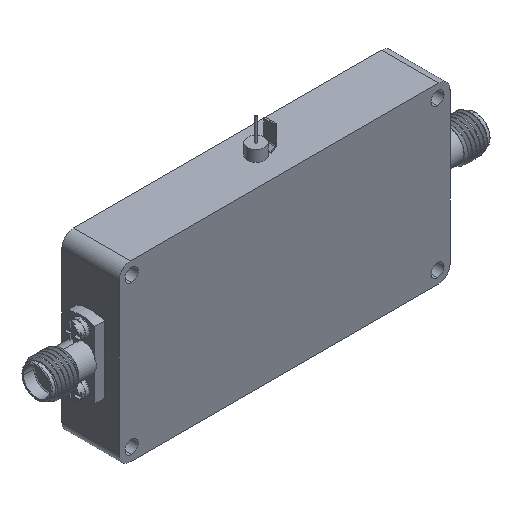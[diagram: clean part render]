
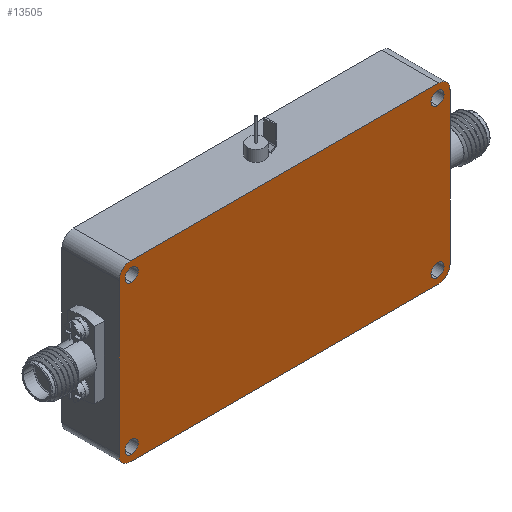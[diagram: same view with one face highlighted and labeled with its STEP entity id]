
A CAD part, isometric view. The second image highlights one B-rep face of the part: STEP entity #13505.
In plain terms, the highlighted planar face has unit normal (0, -1, 0).
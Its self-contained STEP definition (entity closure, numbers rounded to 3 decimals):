
#172 = DIRECTION ( 'NONE',  ( 0., 0., 1. ) ) ;
#397 = AXIS2_PLACEMENT_3D ( 'NONE', #5460, #12649, #14471 ) ;
#516 = DIRECTION ( 'NONE',  ( 0., 0., 1. ) ) ;
#579 = AXIS2_PLACEMENT_3D ( 'NONE', #15687, #13997, #2541 ) ;
#600 = DIRECTION ( 'NONE',  ( 0., 1., 0. ) ) ;
#657 = AXIS2_PLACEMENT_3D ( 'NONE', #22608, #18835, #7639 ) ;
#664 = FACE_BOUND ( 'NONE', #2534, .T. ) ;
#669 = EDGE_CURVE ( 'NONE', #6812, #11448, #21894, .T. ) ;
#1086 = LINE ( 'NONE', #16204, #12450 ) ;
#1132 = EDGE_CURVE ( 'NONE', #19882, #16768, #15672, .T. ) ;
#1156 = ORIENTED_EDGE ( 'NONE', *, *, #1132, .T. ) ;
#1449 = ORIENTED_EDGE ( 'NONE', *, *, #3093, .T. ) ;
#1760 = DIRECTION ( 'NONE',  ( 0., 1., 0. ) ) ;
#1825 = CIRCLE ( 'NONE', #21272, 1.15 ) ;
#2266 = FACE_BOUND ( 'NONE', #14768, .T. ) ;
#2277 = CARTESIAN_POINT ( 'NONE',  ( -29., 0., 15.25 ) ) ;
#2523 = LINE ( 'NONE', #2277, #4210 ) ;
#2534 = EDGE_LOOP ( 'NONE', ( #8599, #7924 ) ) ;
#2541 = DIRECTION ( 'NONE',  ( 0., 0., 1. ) ) ;
#2570 = CARTESIAN_POINT ( 'NONE',  ( -26.8, 0., 13.05 ) ) ;
#3093 = EDGE_CURVE ( 'NONE', #3987, #16937, #1086, .T. ) ;
#3293 = ORIENTED_EDGE ( 'NONE', *, *, #24048, .T. ) ;
#3318 = DIRECTION ( 'NONE',  ( 0., 0., 1. ) ) ;
#3502 = EDGE_CURVE ( 'NONE', #15239, #3987, #7434, .T. ) ;
#3672 = CARTESIAN_POINT ( 'NONE',  ( -29., 0., -15.25 ) ) ;
#3765 = ORIENTED_EDGE ( 'NONE', *, *, #14570, .F. ) ;
#3836 = CARTESIAN_POINT ( 'NONE',  ( -26.8, 0., 13.05 ) ) ;
#3987 = VERTEX_POINT ( 'NONE', #11951 ) ;
#4092 = VERTEX_POINT ( 'NONE', #14147 ) ;
#4210 = VECTOR ( 'NONE', #9489, 1000. ) ;
#4418 = DIRECTION ( 'NONE',  ( 0., 0., 1. ) ) ;
#4972 = CIRCLE ( 'NONE', #13463, 2. ) ;
#5128 = DIRECTION ( 'NONE',  ( 0., 0., -1. ) ) ;
#5216 = ORIENTED_EDGE ( 'NONE', *, *, #3502, .T. ) ;
#5322 = CARTESIAN_POINT ( 'NONE',  ( -26.8, 0., -14.2 ) ) ;
#5456 = EDGE_CURVE ( 'NONE', #11448, #6812, #23558, .T. ) ;
#5460 = CARTESIAN_POINT ( 'NONE',  ( 27., 0., -13.25 ) ) ;
#5486 = DIRECTION ( 'NONE',  ( 0., -1., 0. ) ) ;
#5575 = DIRECTION ( 'NONE',  ( 0., 0., 1. ) ) ;
#5745 = CARTESIAN_POINT ( 'NONE',  ( 27., 0., 13.25 ) ) ;
#6044 = EDGE_LOOP ( 'NONE', ( #16150, #7656, #15652, #5216, #1449, #11196, #3765, #13444 ) ) ;
#6184 = AXIS2_PLACEMENT_3D ( 'NONE', #15250, #22678, #4418 ) ;
#6260 = CARTESIAN_POINT ( 'NONE',  ( -29., 0., -15.25 ) ) ;
#6468 = AXIS2_PLACEMENT_3D ( 'NONE', #3836, #11273, #172 ) ;
#6812 = VERTEX_POINT ( 'NONE', #5322 ) ;
#6924 = CIRCLE ( 'NONE', #6468, 1.15 ) ;
#6934 = CARTESIAN_POINT ( 'NONE',  ( -29., 0., -13.25 ) ) ;
#7080 = VERTEX_POINT ( 'NONE', #15269 ) ;
#7203 = CIRCLE ( 'NONE', #22732, 2. ) ;
#7434 = CIRCLE ( 'NONE', #397, 2. ) ;
#7639 = DIRECTION ( 'NONE',  ( 0., 0., -1. ) ) ;
#7656 = ORIENTED_EDGE ( 'NONE', *, *, #11260, .T. ) ;
#7824 = CARTESIAN_POINT ( 'NONE',  ( 27., 0., 15.25 ) ) ;
#7831 = AXIS2_PLACEMENT_3D ( 'NONE', #12434, #5486, #5128 ) ;
#7924 = ORIENTED_EDGE ( 'NONE', *, *, #23988, .T. ) ;
#8052 = DIRECTION ( 'NONE',  ( 0., 0., 1. ) ) ;
#8539 = EDGE_CURVE ( 'NONE', #4092, #7080, #17153, .T. ) ;
#8599 = ORIENTED_EDGE ( 'NONE', *, *, #12414, .T. ) ;
#8643 = VERTEX_POINT ( 'NONE', #22279 ) ;
#8800 = VERTEX_POINT ( 'NONE', #12162 ) ;
#8823 = AXIS2_PLACEMENT_3D ( 'NONE', #20629, #1760, #16625 ) ;
#9301 = EDGE_LOOP ( 'NONE', ( #18284, #10237 ) ) ;
#9489 = DIRECTION ( 'NONE',  ( 1., 0., 0. ) ) ;
#10237 = ORIENTED_EDGE ( 'NONE', *, *, #669, .T. ) ;
#10367 = CARTESIAN_POINT ( 'NONE',  ( 26.8, 0., -11.9 ) ) ;
#10631 = EDGE_CURVE ( 'NONE', #13242, #7080, #11743, .T. ) ;
#10918 = CARTESIAN_POINT ( 'NONE',  ( -27., 0., -13.25 ) ) ;
#11082 = DIRECTION ( 'NONE',  ( 0., 0., 1. ) ) ;
#11196 = ORIENTED_EDGE ( 'NONE', *, *, #20451, .T. ) ;
#11260 = EDGE_CURVE ( 'NONE', #13242, #11699, #4972, .T. ) ;
#11273 = DIRECTION ( 'NONE',  ( 0., 1., 0. ) ) ;
#11296 = EDGE_CURVE ( 'NONE', #16768, #19882, #6924, .T. ) ;
#11354 = CARTESIAN_POINT ( 'NONE',  ( -27., 0., -15.25 ) ) ;
#11448 = VERTEX_POINT ( 'NONE', #13564 ) ;
#11699 = VERTEX_POINT ( 'NONE', #11354 ) ;
#11743 = LINE ( 'NONE', #6260, #20363 ) ;
#11768 = FACE_BOUND ( 'NONE', #14668, .T. ) ;
#11909 = CARTESIAN_POINT ( 'NONE',  ( 27., 0., -15.25 ) ) ;
#11915 = VERTEX_POINT ( 'NONE', #10367 ) ;
#11951 = CARTESIAN_POINT ( 'NONE',  ( 29., 0., -13.25 ) ) ;
#12162 = CARTESIAN_POINT ( 'NONE',  ( 26.8, 0., -14.2 ) ) ;
#12214 = DIRECTION ( 'NONE',  ( 0., 1., 0. ) ) ;
#12337 = CARTESIAN_POINT ( 'NONE',  ( 26.8, 0., -13.05 ) ) ;
#12414 = EDGE_CURVE ( 'NONE', #22919, #8643, #14276, .T. ) ;
#12434 = CARTESIAN_POINT ( 'NONE',  ( -27., 0., 13.25 ) ) ;
#12450 = VECTOR ( 'NONE', #21556, 1000. ) ;
#12649 = DIRECTION ( 'NONE',  ( 0., -1., 0. ) ) ;
#12721 = CARTESIAN_POINT ( 'NONE',  ( -26.8, 0., 11.9 ) ) ;
#12952 = AXIS2_PLACEMENT_3D ( 'NONE', #20771, #14833, #5575 ) ;
#13039 = VECTOR ( 'NONE', #18154, 1000. ) ;
#13187 = CIRCLE ( 'NONE', #6184, 1.15 ) ;
#13242 = VERTEX_POINT ( 'NONE', #6934 ) ;
#13444 = ORIENTED_EDGE ( 'NONE', *, *, #8539, .T. ) ;
#13463 = AXIS2_PLACEMENT_3D ( 'NONE', #10918, #16503, #20502 ) ;
#13505 = ADVANCED_FACE ( 'NONE', ( #2266, #15414, #11768, #664, #16888 ), #22723, .T. ) ;
#13564 = CARTESIAN_POINT ( 'NONE',  ( -26.8, 0., -11.9 ) ) ;
#13997 = DIRECTION ( 'NONE',  ( 0., 1., 0. ) ) ;
#14147 = CARTESIAN_POINT ( 'NONE',  ( -27., 0., 15.25 ) ) ;
#14276 = CIRCLE ( 'NONE', #8823, 1.15 ) ;
#14471 = DIRECTION ( 'NONE',  ( 0., 0., -1. ) ) ;
#14570 = EDGE_CURVE ( 'NONE', #4092, #21373, #2523, .T. ) ;
#14668 = EDGE_LOOP ( 'NONE', ( #3293, #19268 ) ) ;
#14768 = EDGE_LOOP ( 'NONE', ( #23677, #1156 ) ) ;
#14833 = DIRECTION ( 'NONE',  ( 0., 1., 0. ) ) ;
#14846 = CARTESIAN_POINT ( 'NONE',  ( 26.8, 0., -13.05 ) ) ;
#15155 = EDGE_CURVE ( 'NONE', #8800, #11915, #1825, .T. ) ;
#15239 = VERTEX_POINT ( 'NONE', #11909 ) ;
#15250 = CARTESIAN_POINT ( 'NONE',  ( 26.8, 0., 13.05 ) ) ;
#15269 = CARTESIAN_POINT ( 'NONE',  ( -29., 0., 13.25 ) ) ;
#15414 = FACE_BOUND ( 'NONE', #9301, .T. ) ;
#15652 = ORIENTED_EDGE ( 'NONE', *, *, #20341, .T. ) ;
#15672 = CIRCLE ( 'NONE', #16065, 1.15 ) ;
#15687 = CARTESIAN_POINT ( 'NONE',  ( -26.8, 0., -13.05 ) ) ;
#16065 = AXIS2_PLACEMENT_3D ( 'NONE', #2570, #600, #8052 ) ;
#16067 = CARTESIAN_POINT ( 'NONE',  ( 26.8, 0., 14.2 ) ) ;
#16150 = ORIENTED_EDGE ( 'NONE', *, *, #10631, .F. ) ;
#16204 = CARTESIAN_POINT ( 'NONE',  ( 29., 0., -15.25 ) ) ;
#16503 = DIRECTION ( 'NONE',  ( 0., -1., 0. ) ) ;
#16625 = DIRECTION ( 'NONE',  ( 0., 0., 1. ) ) ;
#16694 = AXIS2_PLACEMENT_3D ( 'NONE', #12337, #12214, #3318 ) ;
#16768 = VERTEX_POINT ( 'NONE', #19265 ) ;
#16888 = FACE_OUTER_BOUND ( 'NONE', #6044, .T. ) ;
#16937 = VERTEX_POINT ( 'NONE', #21713 ) ;
#17153 = CIRCLE ( 'NONE', #7831, 2. ) ;
#17448 = CIRCLE ( 'NONE', #16694, 1.15 ) ;
#18154 = DIRECTION ( 'NONE',  ( 1., 0., 0. ) ) ;
#18284 = ORIENTED_EDGE ( 'NONE', *, *, #5456, .T. ) ;
#18835 = DIRECTION ( 'NONE',  ( 0., -1., 0. ) ) ;
#19265 = CARTESIAN_POINT ( 'NONE',  ( -26.8, 0., 14.2 ) ) ;
#19268 = ORIENTED_EDGE ( 'NONE', *, *, #15155, .T. ) ;
#19882 = VERTEX_POINT ( 'NONE', #12721 ) ;
#20339 = LINE ( 'NONE', #3672, #13039 ) ;
#20341 = EDGE_CURVE ( 'NONE', #11699, #15239, #20339, .T. ) ;
#20363 = VECTOR ( 'NONE', #516, 1000. ) ;
#20430 = DIRECTION ( 'NONE',  ( 0., 1., 0. ) ) ;
#20451 = EDGE_CURVE ( 'NONE', #16937, #21373, #7203, .T. ) ;
#20502 = DIRECTION ( 'NONE',  ( 0., 0., -1. ) ) ;
#20629 = CARTESIAN_POINT ( 'NONE',  ( 26.8, 0., 13.05 ) ) ;
#20771 = CARTESIAN_POINT ( 'NONE',  ( -26.8, 0., -13.05 ) ) ;
#21022 = DIRECTION ( 'NONE',  ( 0., 0., -1. ) ) ;
#21272 = AXIS2_PLACEMENT_3D ( 'NONE', #14846, #20430, #11082 ) ;
#21373 = VERTEX_POINT ( 'NONE', #7824 ) ;
#21556 = DIRECTION ( 'NONE',  ( 0., 0., 1. ) ) ;
#21713 = CARTESIAN_POINT ( 'NONE',  ( 29., 0., 13.25 ) ) ;
#21894 = CIRCLE ( 'NONE', #12952, 1.15 ) ;
#22279 = CARTESIAN_POINT ( 'NONE',  ( 26.8, 0., 11.9 ) ) ;
#22608 = CARTESIAN_POINT ( 'NONE',  ( 0., 0., 0. ) ) ;
#22678 = DIRECTION ( 'NONE',  ( 0., 1., 0. ) ) ;
#22723 = PLANE ( 'NONE',  #657 ) ;
#22732 = AXIS2_PLACEMENT_3D ( 'NONE', #5745, #22853, #21022 ) ;
#22853 = DIRECTION ( 'NONE',  ( 0., -1., 0. ) ) ;
#22919 = VERTEX_POINT ( 'NONE', #16067 ) ;
#23558 = CIRCLE ( 'NONE', #579, 1.15 ) ;
#23677 = ORIENTED_EDGE ( 'NONE', *, *, #11296, .T. ) ;
#23988 = EDGE_CURVE ( 'NONE', #8643, #22919, #13187, .T. ) ;
#24048 = EDGE_CURVE ( 'NONE', #11915, #8800, #17448, .T. ) ;
